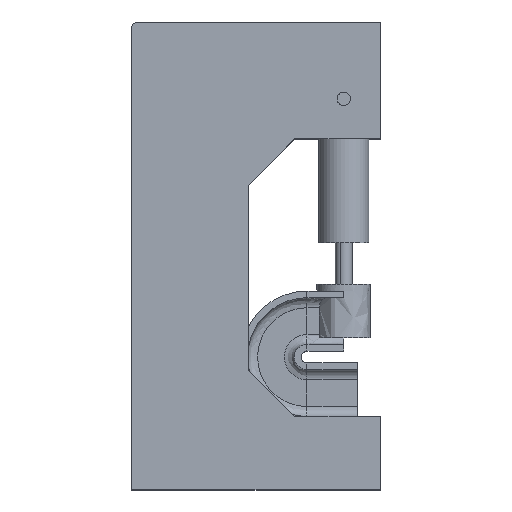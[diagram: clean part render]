
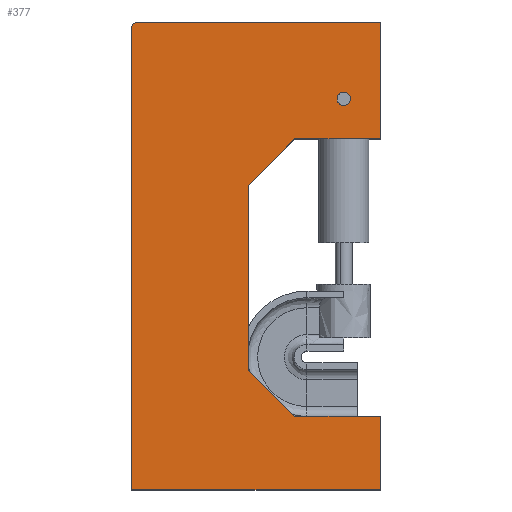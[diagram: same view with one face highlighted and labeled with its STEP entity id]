
A CAD part, top view. The second image highlights one B-rep face of the part: STEP entity #377.
In plain terms, the highlighted free-form (B-spline) face has degree [1, 1] with [2, 2] control points.
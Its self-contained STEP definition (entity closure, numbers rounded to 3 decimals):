
#24 = VERTEX_POINT('',#25);
#25 = CARTESIAN_POINT('',(684.233,1443.173,
    1677.504));
#30 = EDGE_CURVE('',#31,#24,#33,.T.);
#31 = VERTEX_POINT('',#32);
#32 = CARTESIAN_POINT('',(632.683,1443.173,
    1677.504));
#33 = ( BOUNDED_CURVE() B_SPLINE_CURVE(2,(#34,#35,#36,#37,#38),
.UNSPECIFIED.,.F.,.F.) B_SPLINE_CURVE_WITH_KNOTS((3,2,3),(3.142,
4.712,6.283),.PIECEWISE_BEZIER_KNOTS.) CURVE() 
GEOMETRIC_REPRESENTATION_ITEM() RATIONAL_B_SPLINE_CURVE((1.,
0.707,1.,0.707,1.)) REPRESENTATION_ITEM('') );
#34 = CARTESIAN_POINT('',(632.683,1443.173,
    1677.504));
#35 = CARTESIAN_POINT('',(632.683,1417.398,
    1677.504));
#36 = CARTESIAN_POINT('',(658.458,1417.398,
    1677.504));
#37 = CARTESIAN_POINT('',(684.233,1417.398,
    1677.504));
#38 = CARTESIAN_POINT('',(684.233,1443.173,
    1677.504));
#80 = VERTEX_POINT('',#81);
#81 = CARTESIAN_POINT('',(-159.894,1713.809,
    1677.504));
#86 = EDGE_CURVE('',#80,#87,#89,.T.);
#87 = VERTEX_POINT('',#88);
#88 = CARTESIAN_POINT('',(-134.12,1739.584,
    1677.504));
#89 = ( BOUNDED_CURVE() B_SPLINE_CURVE(2,(#90,#91,#92),.UNSPECIFIED.,.F.
,.F.) B_SPLINE_CURVE_WITH_KNOTS((3,3),(0.,1.571),
.PIECEWISE_BEZIER_KNOTS.) CURVE() GEOMETRIC_REPRESENTATION_ITEM() 
RATIONAL_B_SPLINE_CURVE((1.,0.707,1.)) REPRESENTATION_ITEM('') 
  );
#90 = CARTESIAN_POINT('',(-159.894,1713.809,
    1677.504));
#91 = CARTESIAN_POINT('',(-159.894,1739.584,
    1677.504));
#92 = CARTESIAN_POINT('',(-134.12,1739.584,
    1677.504));
#117 = VERTEX_POINT('',#118);
#118 = CARTESIAN_POINT('',(-159.894,-64.657,
    1677.504));
#123 = EDGE_CURVE('',#117,#80,#124,.T.);
#124 = B_SPLINE_CURVE_WITH_KNOTS('',1,(#125,#126),.UNSPECIFIED.,.F.,.F.,
  (2,2),(0.,1380.),.PIECEWISE_BEZIER_KNOTS.);
#125 = CARTESIAN_POINT('',(-159.894,-64.657,
    1677.504));
#126 = CARTESIAN_POINT('',(-159.894,1713.809,
    1677.504));
#145 = VERTEX_POINT('',#146);
#146 = CARTESIAN_POINT('',(800.22,-64.657,
    1677.504));
#151 = EDGE_CURVE('',#117,#145,#152,.T.);
#152 = B_SPLINE_CURVE_WITH_KNOTS('',1,(#153,#154),.UNSPECIFIED.,.F.,.F.,
  (2,2),(-725.,20.),.PIECEWISE_BEZIER_KNOTS.);
#153 = CARTESIAN_POINT('',(-159.894,-64.657,
    1677.504));
#154 = CARTESIAN_POINT('',(800.22,-64.657,
    1677.504));
#173 = VERTEX_POINT('',#174);
#174 = CARTESIAN_POINT('',(800.22,218.867,
    1677.504));
#179 = EDGE_CURVE('',#173,#145,#180,.T.);
#180 = B_SPLINE_CURVE_WITH_KNOTS('',1,(#181,#182),.UNSPECIFIED.,.F.,.F.,
  (2,2),(0.,220.),.PIECEWISE_BEZIER_KNOTS.);
#181 = CARTESIAN_POINT('',(800.22,218.867,
    1677.504));
#182 = CARTESIAN_POINT('',(800.22,-64.657,
    1677.504));
#201 = VERTEX_POINT('',#202);
#202 = CARTESIAN_POINT('',(469.379,218.867,
    1677.504));
#207 = EDGE_CURVE('',#201,#173,#208,.T.);
#208 = B_SPLINE_CURVE_WITH_KNOTS('',1,(#209,#210),.UNSPECIFIED.,.F.,.F.,
  (2,2),(0.,256.716),.PIECEWISE_BEZIER_KNOTS.);
#209 = CARTESIAN_POINT('',(469.379,218.867,
    1677.504));
#210 = CARTESIAN_POINT('',(800.22,218.867,
    1677.504));
#229 = VERTEX_POINT('',#230);
#230 = CARTESIAN_POINT('',(291.166,397.08,
    1677.504));
#235 = EDGE_CURVE('',#229,#201,#236,.T.);
#236 = B_SPLINE_CURVE_WITH_KNOTS('',1,(#237,#238),.UNSPECIFIED.,.F.,.F.,
  (2,2),(0.,195.563),.PIECEWISE_BEZIER_KNOTS.);
#237 = CARTESIAN_POINT('',(291.166,397.08,
    1677.504));
#238 = CARTESIAN_POINT('',(469.379,218.867,
    1677.504));
#257 = VERTEX_POINT('',#258);
#258 = CARTESIAN_POINT('',(291.166,1110.311,
    1677.504));
#263 = EDGE_CURVE('',#257,#229,#264,.T.);
#264 = B_SPLINE_CURVE_WITH_KNOTS('',1,(#265,#266),.UNSPECIFIED.,.F.,.F.,
  (2,2),(0.,553.431),.PIECEWISE_BEZIER_KNOTS.);
#265 = CARTESIAN_POINT('',(291.166,1110.311,
    1677.504));
#266 = CARTESIAN_POINT('',(291.166,397.08,
    1677.504));
#285 = VERTEX_POINT('',#286);
#286 = CARTESIAN_POINT('',(469.379,1288.524,
    1677.504));
#291 = EDGE_CURVE('',#285,#257,#292,.T.);
#292 = B_SPLINE_CURVE_WITH_KNOTS('',1,(#293,#294),.UNSPECIFIED.,.F.,.F.,
  (2,2),(0.,195.563),.PIECEWISE_BEZIER_KNOTS.);
#293 = CARTESIAN_POINT('',(469.379,1288.524,
    1677.504));
#294 = CARTESIAN_POINT('',(291.166,1110.311,
    1677.504));
#313 = VERTEX_POINT('',#314);
#314 = CARTESIAN_POINT('',(800.22,1288.524,
    1677.504));
#319 = EDGE_CURVE('',#313,#285,#320,.T.);
#320 = B_SPLINE_CURVE_WITH_KNOTS('',1,(#321,#322),.UNSPECIFIED.,.F.,.F.,
  (2,2),(0.,256.716),.PIECEWISE_BEZIER_KNOTS.);
#321 = CARTESIAN_POINT('',(800.22,1288.524,
    1677.504));
#322 = CARTESIAN_POINT('',(469.379,1288.524,
    1677.504));
#341 = VERTEX_POINT('',#342);
#342 = CARTESIAN_POINT('',(800.22,1739.584,
    1677.504));
#347 = EDGE_CURVE('',#341,#313,#348,.T.);
#348 = B_SPLINE_CURVE_WITH_KNOTS('',1,(#349,#350),.UNSPECIFIED.,.F.,.F.,
  (2,2),(0.,350.),.PIECEWISE_BEZIER_KNOTS.);
#349 = CARTESIAN_POINT('',(800.22,1739.584,
    1677.504));
#350 = CARTESIAN_POINT('',(800.22,1288.524,
    1677.504));
#367 = EDGE_CURVE('',#87,#341,#368,.T.);
#368 = B_SPLINE_CURVE_WITH_KNOTS('',1,(#369,#370),.UNSPECIFIED.,.F.,.F.,
  (2,2),(0.,725.),.PIECEWISE_BEZIER_KNOTS.);
#369 = CARTESIAN_POINT('',(-134.12,1739.584,
    1677.504));
#370 = CARTESIAN_POINT('',(800.22,1739.584,
    1677.504));
#377 = ADVANCED_FACE('',(#378,#389),#402,.F.);
#378 = FACE_BOUND('',#379,.T.);
#379 = EDGE_LOOP('',(#380,#388));
#380 = ORIENTED_EDGE('',*,*,#381,.F.);
#381 = EDGE_CURVE('',#24,#31,#382,.T.);
#382 = ( BOUNDED_CURVE() B_SPLINE_CURVE(2,(#383,#384,#385,#386,#387),
.UNSPECIFIED.,.F.,.F.) B_SPLINE_CURVE_WITH_KNOTS((3,2,3),(0.,
1.571,3.142),.PIECEWISE_BEZIER_KNOTS.) CURVE() 
GEOMETRIC_REPRESENTATION_ITEM() RATIONAL_B_SPLINE_CURVE((1.,
0.707,1.,0.707,1.)) REPRESENTATION_ITEM('') );
#383 = CARTESIAN_POINT('',(684.233,1443.173,
    1677.504));
#384 = CARTESIAN_POINT('',(684.233,1468.948,
    1677.504));
#385 = CARTESIAN_POINT('',(658.458,1468.948,
    1677.504));
#386 = CARTESIAN_POINT('',(632.683,1468.948,
    1677.504));
#387 = CARTESIAN_POINT('',(632.683,1443.173,
    1677.504));
#388 = ORIENTED_EDGE('',*,*,#30,.F.);
#389 = FACE_BOUND('',#390,.T.);
#390 = EDGE_LOOP('',(#391,#392,#393,#394,#395,#396,#397,#398,#399,#400,
    #401));
#391 = ORIENTED_EDGE('',*,*,#367,.F.);
#392 = ORIENTED_EDGE('',*,*,#86,.F.);
#393 = ORIENTED_EDGE('',*,*,#123,.F.);
#394 = ORIENTED_EDGE('',*,*,#151,.T.);
#395 = ORIENTED_EDGE('',*,*,#179,.F.);
#396 = ORIENTED_EDGE('',*,*,#207,.F.);
#397 = ORIENTED_EDGE('',*,*,#235,.F.);
#398 = ORIENTED_EDGE('',*,*,#263,.F.);
#399 = ORIENTED_EDGE('',*,*,#291,.F.);
#400 = ORIENTED_EDGE('',*,*,#319,.F.);
#401 = ORIENTED_EDGE('',*,*,#347,.F.);
#402 = B_SPLINE_SURFACE_WITH_KNOTS('',1,1,(
    (#403,#404)
    ,(#405,#406
    )),.UNSPECIFIED.,.F.,.F.,.F.,(2,2),(2,2),(-725.,20.),(-1380.,20.)
  ,.PIECEWISE_BEZIER_KNOTS.);
#403 = CARTESIAN_POINT('',(800.22,-64.657,
    1677.504));
#404 = CARTESIAN_POINT('',(800.22,1739.584,
    1677.504));
#405 = CARTESIAN_POINT('',(-159.894,-64.657,
    1677.504));
#406 = CARTESIAN_POINT('',(-159.894,1739.584,
    1677.504));
